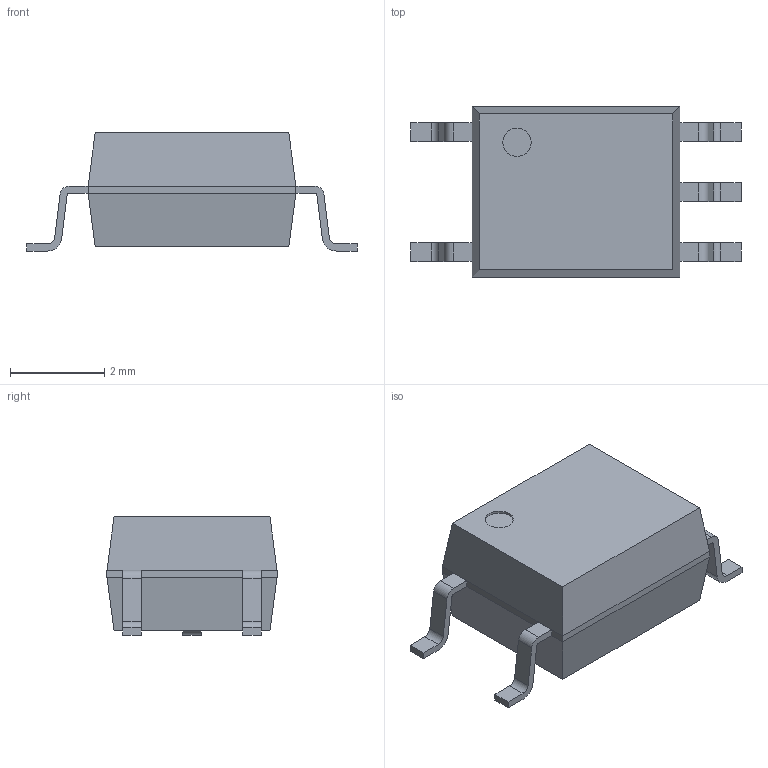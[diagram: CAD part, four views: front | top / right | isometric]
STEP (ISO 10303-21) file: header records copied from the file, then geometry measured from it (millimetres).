
FILE_DESCRIPTION((''),'2;1');
FILE_NAME('LED_AVAGO_ACPL-M21L SO5.stp','2014-12-02T16:02:58',(''),(''),'Mechanical Desktop 2011','Mechanical Desktop 2011',', , ');
FILE_SCHEMA(('AUTOMOTIVE_DESIGN { 1 2 10303 214 1 1 1 1 }'));
Length unit declared in the file: millimetre
Products named in the file (1): Product
Bounding box: 7 x 3.6 x 2.5 mm (x, y, z)
Volume: 36.1 mm3; surface area: 77.6 mm2
Topology: 6 solids, 6 shells, 87 faces, 214 edges, 140 vertices
Faces by surface type: plane 45, bspline 28, cylinder 14
Entity records: 2699 total; most frequent: CARTESIAN_POINT 638, ORIENTED_EDGE 428, DIRECTION 378, EDGE_CURVE 214, VECTOR 170, LINE 170, VERTEX_POINT 140, AXIS2_PLACEMENT_3D 104
